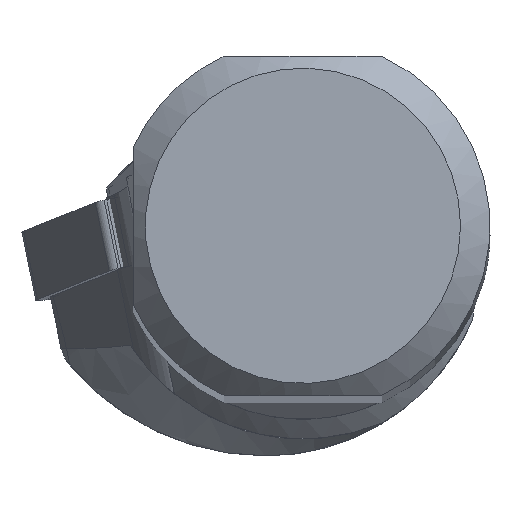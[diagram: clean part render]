
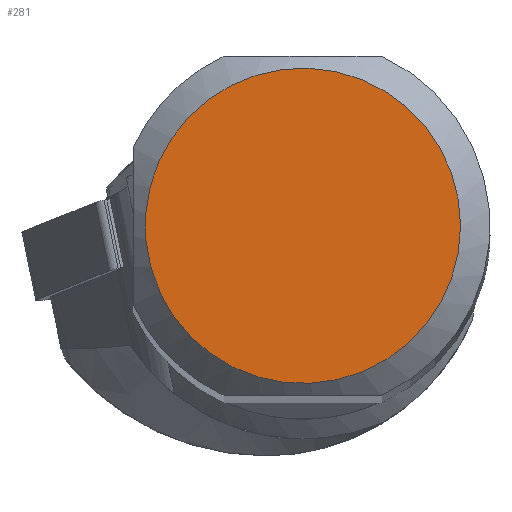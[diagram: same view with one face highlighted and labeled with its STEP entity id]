
A CAD part, top view. The second image highlights one B-rep face of the part: STEP entity #281.
In plain terms, the highlighted planar face has unit normal (0, 0, 1).
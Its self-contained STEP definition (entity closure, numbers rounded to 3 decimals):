
#197=FACE_OUTER_BOUND('',#694,.T.);
#281=ADVANCED_FACE('CU_SU_BP3',(#197),#346,.T.);
#346=PLANE('',#1836);
#694=EDGE_LOOP('',(#952));
#952=ORIENTED_EDGE('',*,*,#1518,.T.);
#1328=VERTEX_POINT('',#2799);
#1518=EDGE_CURVE('',#1328,#1328,#1642,.T.);
#1642=CIRCLE('',#1835,10.691);
#1835=AXIS2_PLACEMENT_3D('',#2798,#2177,#2178);
#1836=AXIS2_PLACEMENT_3D('',#2800,#2179,#2180);
#2177=DIRECTION('',(0.,0.,1.));
#2178=DIRECTION('',(1.,0.,0.));
#2179=DIRECTION('',(0.,0.,1.));
#2180=DIRECTION('',(1.,0.,0.));
#2798=CARTESIAN_POINT('',(0.,0.,0.));
#2799=CARTESIAN_POINT('',(10.691,0.,0.));
#2800=CARTESIAN_POINT('',(0.,0.,0.));
